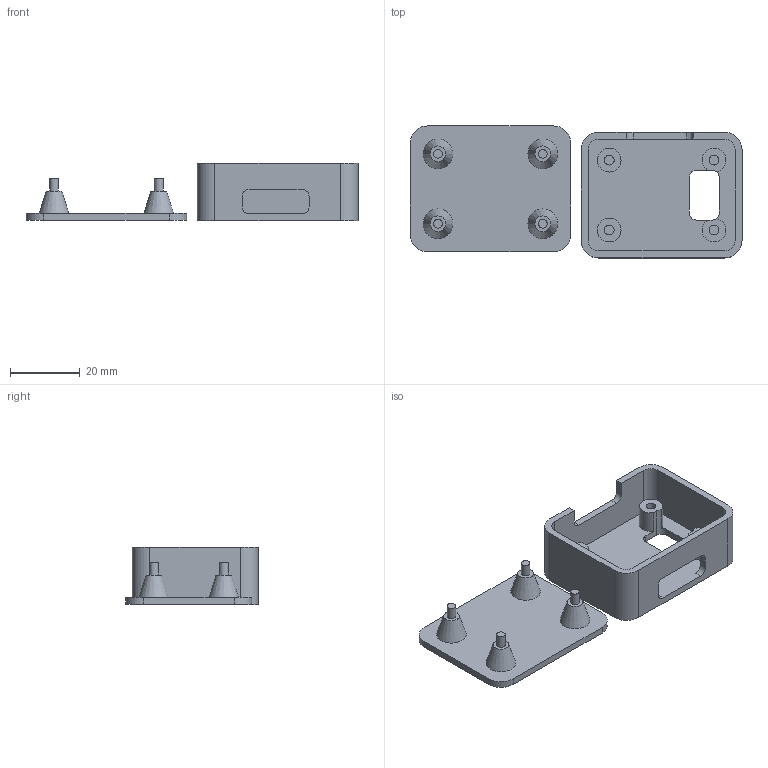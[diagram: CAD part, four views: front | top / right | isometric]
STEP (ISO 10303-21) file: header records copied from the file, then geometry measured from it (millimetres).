
FILE_DESCRIPTION(/* description */ ('STEP AP242','CAx-IF Rec.Pracs.---Representation and Presentation of Product Manufacturing Information (PMI)---4.0---2014-10-13','CAx-IF Rec.Pracs.---3D Tessellated Geometry---0.4---2014-09-14','2;1'),/* implementation_level */ '2;1');
FILE_NAME(/* name */ '671d7f41f415f3558efdf266',/* time_stamp */ '2024-10-26T23:46:09Z',/* author */ (''),/* organization */ (''),/* preprocessor_version */ 'ST-DEVELOPER v20',/* originating_system */ ' ',/* authorisation */ ' ');
FILE_SCHEMA (('AP242_MANAGED_MODEL_BASED_3D_ENGINEERING_MIM_LF { 1 0 10303 442 1 1 4 }'));
Length unit declared in the file: metre
Products named in the file (3): Assembly 1; Top; Bottom
Assembly tree (2 placements, depth 2):
  Assembly 1
    Top
    Bottom
Bounding box: 95 x 37.8 x 16.5 mm (x, y, z)
Volume: 11786.1 mm3; surface area: 12397.6 mm2
Topology: 2 solids, 2 shells, 363 faces, 976 edges, 652 vertices
Faces by surface type: plane 196, bspline 98, cylinder 65, cone 4
Full cylindrical faces by diameter (mm): 2.5 x4, 2.8 x4, 6.8 x2
Entity records: 11624 total; most frequent: CARTESIAN_POINT 3050, ORIENTED_EDGE 1916, DIRECTION 1438, EDGE_CURVE 958, VERTEX_POINT 648, LINE 622, VECTOR 622, EDGE_LOOP 416
